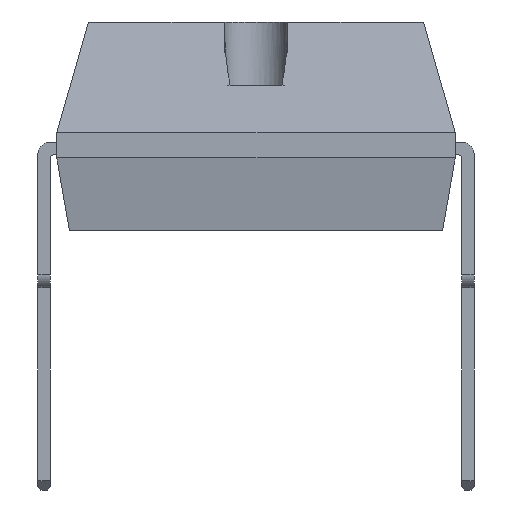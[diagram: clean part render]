
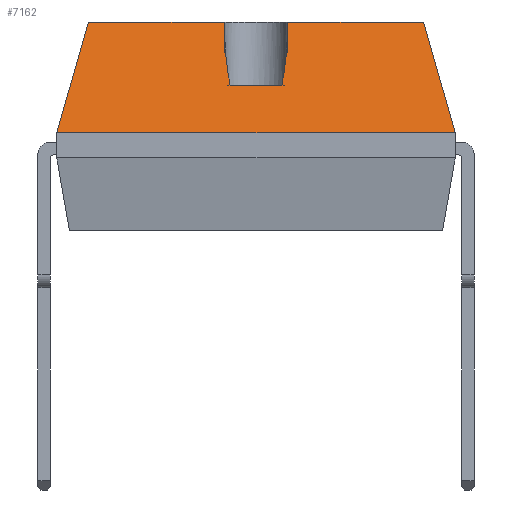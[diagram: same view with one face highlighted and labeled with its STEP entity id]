
A CAD part, left-side view. The second image highlights one B-rep face of the part: STEP entity #7162.
In plain terms, the highlighted planar face has unit normal (-0.962, 0, 0.275).
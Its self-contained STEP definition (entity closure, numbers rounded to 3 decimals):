
#14=ELLIPSE('',#7477,1.82,0.5);
#15=ELLIPSE('',#7479,1.82,0.5);
#604=FACE_OUTER_BOUND('',#1006,.T.);
#1006=EDGE_LOOP('',(#5363,#5364,#5365,#5366,#5367,#5368,#5369,#5370));
#1430=LINE('',#11498,#2224);
#1434=LINE('',#11505,#2228);
#1437=LINE('',#11528,#2231);
#1482=LINE('',#11619,#2276);
#1483=LINE('',#11622,#2277);
#1486=LINE('',#11627,#2280);
#2224=VECTOR('',#8091,10.);
#2228=VECTOR('',#8095,10.);
#2231=VECTOR('',#8124,10.);
#2276=VECTOR('',#8183,10.);
#2277=VECTOR('',#8188,10.);
#2280=VECTOR('',#8193,10.);
#3070=VERTEX_POINT('',#11494);
#3071=VERTEX_POINT('',#11495);
#3072=VERTEX_POINT('',#11497);
#3075=VERTEX_POINT('',#11503);
#3081=VERTEX_POINT('',#11522);
#3082=VERTEX_POINT('',#11524);
#3091=VERTEX_POINT('',#11555);
#3121=VERTEX_POINT('',#11617);
#3890=EDGE_CURVE('',#3072,#3071,#1430,.T.);
#3894=EDGE_CURVE('',#3070,#3075,#1434,.T.);
#3901=EDGE_CURVE('',#3081,#3070,#14,.T.);
#3903=EDGE_CURVE('',#3071,#3082,#15,.T.);
#3904=EDGE_CURVE('',#3082,#3081,#1437,.T.);
#3949=EDGE_CURVE('',#3091,#3121,#1482,.T.);
#3950=EDGE_CURVE('',#3072,#3121,#1483,.T.);
#3953=EDGE_CURVE('',#3075,#3091,#1486,.T.);
#5363=ORIENTED_EDGE('',*,*,#3901,.T.);
#5364=ORIENTED_EDGE('',*,*,#3894,.T.);
#5365=ORIENTED_EDGE('',*,*,#3953,.T.);
#5366=ORIENTED_EDGE('',*,*,#3949,.T.);
#5367=ORIENTED_EDGE('',*,*,#3950,.F.);
#5368=ORIENTED_EDGE('',*,*,#3890,.T.);
#5369=ORIENTED_EDGE('',*,*,#3903,.T.);
#5370=ORIENTED_EDGE('',*,*,#3904,.T.);
#6833=PLANE('',#7490);
#7162=ADVANCED_FACE('',(#604),#6833,.T.);
#7477=AXIS2_PLACEMENT_3D('',#11523,#8116,#8117);
#7479=AXIS2_PLACEMENT_3D('',#11526,#8120,#8121);
#7490=AXIS2_PLACEMENT_3D('',#11626,#8191,#8192);
#8091=DIRECTION('',(0.,1.,0.));
#8095=DIRECTION('',(0.,1.,0.));
#8116=DIRECTION('center_axis',(0.962,0.,-0.275));
#8117=DIRECTION('ref_axis',(0.275,0.,0.962));
#8120=DIRECTION('center_axis',(0.962,0.,-0.275));
#8121=DIRECTION('ref_axis',(0.275,0.,0.962));
#8124=DIRECTION('',(0.,1.,0.));
#8183=DIRECTION('',(0.,-1.,0.));
#8188=DIRECTION('',(-0.265,-0.265,-0.927));
#8191=DIRECTION('center_axis',(-0.962,0.,0.275));
#8192=DIRECTION('ref_axis',(0.275,0.,0.962));
#8193=DIRECTION('',(-0.265,0.265,-0.927));
#11494=CARTESIAN_POINT('',(0.5,3.65,3.3));
#11495=CARTESIAN_POINT('',(0.5,2.65,3.3));
#11497=CARTESIAN_POINT('',(0.5,0.5,3.3));
#11498=CARTESIAN_POINT('',(0.5,4.725,3.3));
#11503=CARTESIAN_POINT('',(0.5,5.8,3.3));
#11505=CARTESIAN_POINT('',(0.5,4.725,3.3));
#11522=CARTESIAN_POINT('',(0.214,3.56,2.3));
#11523=CARTESIAN_POINT('Origin',(0.5,3.15,3.3));
#11524=CARTESIAN_POINT('',(0.214,2.74,2.3));
#11526=CARTESIAN_POINT('Origin',(0.5,3.15,3.3));
#11528=CARTESIAN_POINT('',(0.214,3.938,2.3));
#11555=CARTESIAN_POINT('',(0.,6.3,1.55));
#11617=CARTESIAN_POINT('',(0.,0.,1.55));
#11619=CARTESIAN_POINT('',(0.,4.725,1.55));
#11622=CARTESIAN_POINT('',(0.5,0.5,3.3));
#11626=CARTESIAN_POINT('Origin',(0.25,4.725,2.425));
#11627=CARTESIAN_POINT('',(0.5,5.8,3.3));
